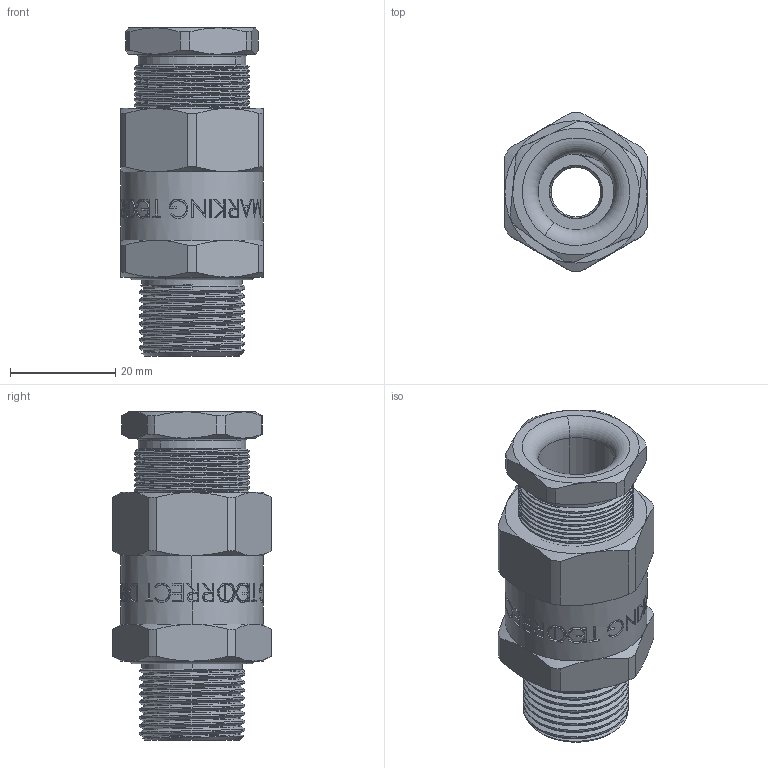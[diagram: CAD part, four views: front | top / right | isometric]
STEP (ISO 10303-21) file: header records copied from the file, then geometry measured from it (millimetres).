
FILE_DESCRIPTION (( 'STEP AP203' ), '1' );
FILE_NAME ('M20-C2-15mm D620.step', '2025-04-03T11:49:00', ( '' ), ( '' ), 'SwSTEP 2.0', 'SolidWorks 2022', '' );
FILE_SCHEMA (( 'CONFIG_CONTROL_DESIGN' ));
Length unit declared in the file: millimetre
Products named in the file (6): M20-C2-15mm D620; 750A107110; 750A110590; 750A109759; O-Ring for M20_Juks; 750A106967
Assembly tree (5 placements, depth 2):
  M20-C2-15mm D620
    750A110590
    750A106967
    750A109759
    750A107110
    O-Ring for M20_Juks
Bounding box: 27 x 30.17 x 62.3 mm (x, y, z)
Volume: 27222.9 mm3; surface area: 14879 mm2
Topology: 5 solids, 5 shells, 939 faces, 2516 edges, 1656 vertices
Faces by surface type: plane 332, bspline 296, cylinder 246, cone 55, torus 10
Entity records: 59052 total; most frequent: CARTESIAN_POINT 38185, ORIENTED_EDGE 5032, DIRECTION 2976, EDGE_CURVE 2516, VERTEX_POINT 1656, EDGE_LOOP 1018, AXIS2_PLACEMENT_3D 1011, VECTOR 954
